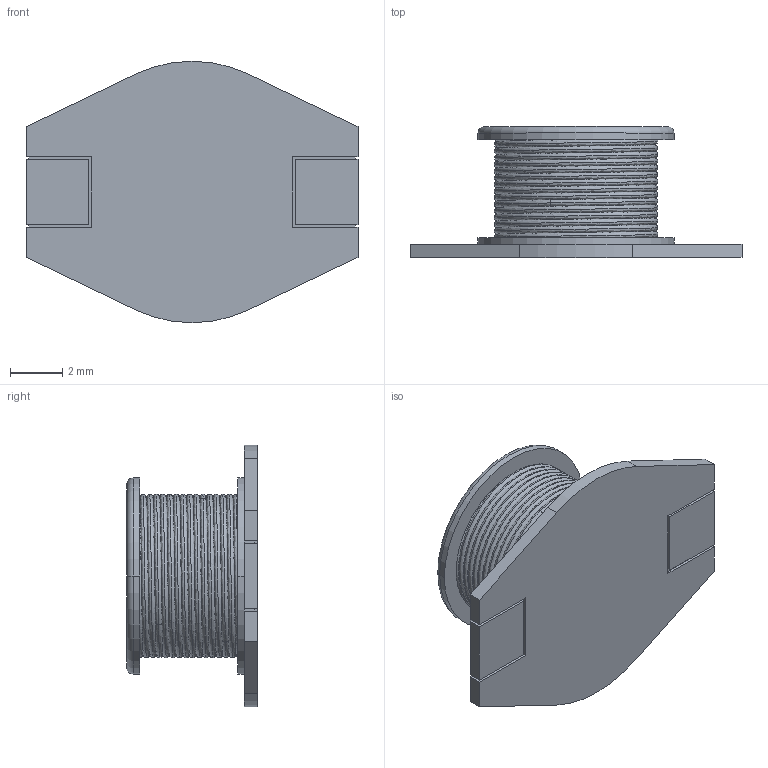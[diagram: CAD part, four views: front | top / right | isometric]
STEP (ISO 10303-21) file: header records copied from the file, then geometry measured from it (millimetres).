
FILE_DESCRIPTION((''),'2;1');
FILE_NAME('SDR1005','2012-07-16T',('ryans'),('Bourns, Inc.'),'PRO/ENGINEER BY PARAMETRIC TECHNOLOGY CORPORATION, 2010100','PRO/ENGINEER BY PARAMETRIC TECHNOLOGY CORPORATION, 2010100','');
FILE_SCHEMA(('CONFIG_CONTROL_DESIGN'));
Length unit declared in the file: millimetre
Products named in the file (1): SDR1005
Bounding box: 12.7 x 5 x 10 mm (x, y, z)
Volume: 97 mm3; surface area: 541 mm2
Topology: 1 solids, 1 shells, 53 faces, 134 edges, 86 vertices
Faces by surface type: plane 35, bspline 10, cylinder 6, torus 2
Entity records: 10296 total; most frequent: CARTESIAN_POINT 9041, ORIENTED_EDGE 268, DIRECTION 214, EDGE_CURVE 134, VECTOR 96, LINE 96, VERTEX_POINT 86, AXIS2_PLACEMENT_3D 59
